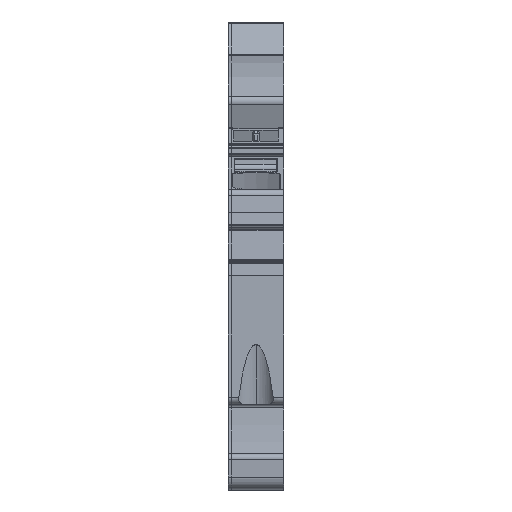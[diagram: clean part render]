
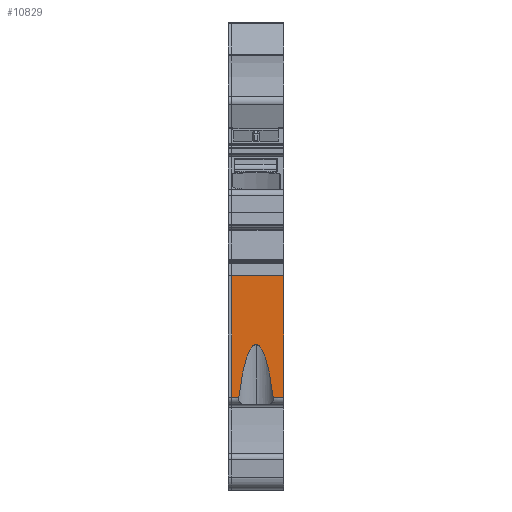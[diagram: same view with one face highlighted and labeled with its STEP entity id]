
A CAD part, front view. The second image highlights one B-rep face of the part: STEP entity #10829.
In plain terms, the highlighted planar face has unit normal (0, -1, 0).
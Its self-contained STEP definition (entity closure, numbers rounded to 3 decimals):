
#10743=AXIS2_PLACEMENT_3D('Plane Axis2P3D',#10740,#10741,#10742) ;
#4516=CARTESIAN_POINT('Vertex',(8.1,-0.001,31.152)) ;
#4519=CARTESIAN_POINT('Line Origine',(8.1,-0.001,22.301)) ;
#4523=CARTESIAN_POINT('Vertex',(8.1,-0.001,13.45)) ;
#10720=CARTESIAN_POINT('Line Origine',(4.3,-0.001,31.152)) ;
#10724=CARTESIAN_POINT('Vertex',(0.5,-0.001,31.152)) ;
#10740=CARTESIAN_POINT('Axis2P3D Location',(0.,-0.001,31.152)) ;
#10745=CARTESIAN_POINT('Line Origine',(7.322,-0.001,13.45)) ;
#10749=CARTESIAN_POINT('Vertex',(6.544,-0.001,13.45)) ;
#10752=CARTESIAN_POINT('Line Origine',(0.5,-0.001,22.301)) ;
#10756=CARTESIAN_POINT('Vertex',(0.5,-0.001,13.45)) ;
#10759=CARTESIAN_POINT('Line Origine',(1.028,-0.001,13.45)) ;
#10763=CARTESIAN_POINT('Vertex',(1.556,-0.001,13.45)) ;
#10767=CARTESIAN_POINT('Control Point',(4.05,-0.001,21.127)) ;
#10768=CARTESIAN_POINT('Control Point',(3.977,-0.001,21.127)) ;
#10769=CARTESIAN_POINT('Control Point',(3.903,-0.001,21.114)) ;
#10770=CARTESIAN_POINT('Control Point',(3.833,-0.001,21.088)) ;
#10771=CARTESIAN_POINT('Control Point',(3.726,-0.001,21.032)) ;
#10772=CARTESIAN_POINT('Control Point',(3.631,-0.001,20.96)) ;
#10773=CARTESIAN_POINT('Control Point',(3.596,-0.001,20.93)) ;
#10774=CARTESIAN_POINT('Control Point',(3.463,-0.001,20.806)) ;
#10775=CARTESIAN_POINT('Control Point',(3.351,-0.001,20.662)) ;
#10776=CARTESIAN_POINT('Control Point',(3.276,-0.001,20.55)) ;
#10777=CARTESIAN_POINT('Control Point',(3.005,-0.001,20.099)) ;
#10778=CARTESIAN_POINT('Control Point',(2.808,-0.001,19.607)) ;
#10779=CARTESIAN_POINT('Control Point',(2.683,-0.001,19.259)) ;
#10780=CARTESIAN_POINT('Control Point',(2.508,-0.001,18.696)) ;
#10781=CARTESIAN_POINT('Control Point',(2.358,-0.001,18.125)) ;
#10782=CARTESIAN_POINT('Control Point',(2.31,-0.001,17.932)) ;
#10783=CARTESIAN_POINT('Control Point',(2.143,-0.001,17.224)) ;
#10784=CARTESIAN_POINT('Control Point',(2.002,-0.001,16.51)) ;
#10785=CARTESIAN_POINT('Control Point',(1.91,-0.001,15.992)) ;
#10786=CARTESIAN_POINT('Control Point',(1.779,-0.001,15.171)) ;
#10787=CARTESIAN_POINT('Control Point',(1.666,-0.001,14.348)) ;
#10788=CARTESIAN_POINT('Control Point',(1.627,-0.001,14.049)) ;
#10789=CARTESIAN_POINT('Control Point',(1.59,-0.001,13.75)) ;
#10790=CARTESIAN_POINT('Control Point',(1.556,-0.001,13.45)) ;
#10791=CARTESIAN_POINT('Vertex',(4.05,-0.001,21.127)) ;
#10795=CARTESIAN_POINT('Control Point',(4.05,-0.001,21.127)) ;
#10796=CARTESIAN_POINT('Control Point',(4.123,-0.001,21.127)) ;
#10797=CARTESIAN_POINT('Control Point',(4.197,-0.001,21.114)) ;
#10798=CARTESIAN_POINT('Control Point',(4.267,-0.001,21.088)) ;
#10799=CARTESIAN_POINT('Control Point',(4.374,-0.001,21.032)) ;
#10800=CARTESIAN_POINT('Control Point',(4.469,-0.001,20.96)) ;
#10801=CARTESIAN_POINT('Control Point',(4.504,-0.001,20.93)) ;
#10802=CARTESIAN_POINT('Control Point',(4.637,-0.001,20.806)) ;
#10803=CARTESIAN_POINT('Control Point',(4.749,-0.001,20.662)) ;
#10804=CARTESIAN_POINT('Control Point',(4.824,-0.001,20.55)) ;
#10805=CARTESIAN_POINT('Control Point',(5.095,-0.001,20.099)) ;
#10806=CARTESIAN_POINT('Control Point',(5.292,-0.001,19.607)) ;
#10807=CARTESIAN_POINT('Control Point',(5.417,-0.001,19.259)) ;
#10808=CARTESIAN_POINT('Control Point',(5.592,-0.001,18.696)) ;
#10809=CARTESIAN_POINT('Control Point',(5.742,-0.001,18.125)) ;
#10810=CARTESIAN_POINT('Control Point',(5.79,-0.001,17.932)) ;
#10811=CARTESIAN_POINT('Control Point',(5.957,-0.001,17.224)) ;
#10812=CARTESIAN_POINT('Control Point',(6.098,-0.001,16.51)) ;
#10813=CARTESIAN_POINT('Control Point',(6.19,-0.001,15.992)) ;
#10814=CARTESIAN_POINT('Control Point',(6.321,-0.001,15.171)) ;
#10815=CARTESIAN_POINT('Control Point',(6.434,-0.001,14.348)) ;
#10816=CARTESIAN_POINT('Control Point',(6.473,-0.001,14.049)) ;
#10817=CARTESIAN_POINT('Control Point',(6.51,-0.001,13.75)) ;
#10818=CARTESIAN_POINT('Control Point',(6.544,-0.001,13.45)) ;
#4520=DIRECTION('Vector Direction',(0.,0.,-1.)) ;
#10721=DIRECTION('Vector Direction',(1.,0.,0.)) ;
#10741=DIRECTION('Axis2P3D Direction',(0.,-1.,0.)) ;
#10742=DIRECTION('Axis2P3D XDirection',(0.,0.,-1.)) ;
#10746=DIRECTION('Vector Direction',(1.,0.,0.)) ;
#10753=DIRECTION('Vector Direction',(0.,0.,1.)) ;
#10760=DIRECTION('Vector Direction',(1.,0.,0.)) ;
#4521=VECTOR('Line Direction',#4520,1.) ;
#10722=VECTOR('Line Direction',#10721,1.) ;
#10747=VECTOR('Line Direction',#10746,1.) ;
#10754=VECTOR('Line Direction',#10753,1.) ;
#10761=VECTOR('Line Direction',#10760,1.) ;
#10821=ORIENTED_EDGE('',*,*,#10751,.T.) ;
#10822=ORIENTED_EDGE('',*,*,#4525,.F.) ;
#10823=ORIENTED_EDGE('',*,*,#10726,.F.) ;
#10824=ORIENTED_EDGE('',*,*,#10758,.T.) ;
#10825=ORIENTED_EDGE('',*,*,#10765,.T.) ;
#10826=ORIENTED_EDGE('',*,*,#10793,.F.) ;
#10827=ORIENTED_EDGE('',*,*,#10819,.T.) ;
#10829=ADVANCED_FACE('70429_SA_ATTB_6_PE_PLM001323.1\\MLD_ATTB_6_PE_PLM001323.1\\MLD_ATTB_6_PE',(#10828),#10744,.T.) ;
#10766=B_SPLINE_CURVE_WITH_KNOTS('',5,(#10767,#10768,#10769,#10770,#10771,#10772,#10773,#10774,#10775,#10776,#10777,#10778,#10779,#10780,#10781,#10782,#10783,#10784,#10785,#10786,#10787,#10788,#10789,#10790),.UNSPECIFIED.,.F.,.U.,(6,3,3,3,3,3,3,6),(0.,0.52,0.845,1.8,4.566,5.973,9.714,11.848),.UNSPECIFIED.) ;
#10794=B_SPLINE_CURVE_WITH_KNOTS('',5,(#10795,#10796,#10797,#10798,#10799,#10800,#10801,#10802,#10803,#10804,#10805,#10806,#10807,#10808,#10809,#10810,#10811,#10812,#10813,#10814,#10815,#10816,#10817,#10818),.UNSPECIFIED.,.F.,.U.,(6,3,3,3,3,3,3,6),(0.,0.52,0.845,1.8,4.566,5.973,9.714,11.848),.UNSPECIFIED.) ;
#4525=EDGE_CURVE('',#4517,#4524,#4522,.T.) ;
#10726=EDGE_CURVE('',#10725,#4517,#10723,.T.) ;
#10751=EDGE_CURVE('',#10750,#4524,#10748,.T.) ;
#10758=EDGE_CURVE('',#10725,#10757,#10755,.F.) ;
#10765=EDGE_CURVE('',#10757,#10764,#10762,.T.) ;
#10793=EDGE_CURVE('',#10792,#10764,#10766,.T.) ;
#10819=EDGE_CURVE('',#10792,#10750,#10794,.T.) ;
#10820=EDGE_LOOP('',(#10821,#10822,#10823,#10824,#10825,#10826,#10827)) ;
#10828=FACE_OUTER_BOUND('',#10820,.T.) ;
#4522=LINE('Line',#4519,#4521) ;
#10723=LINE('Line',#10720,#10722) ;
#10748=LINE('Line',#10745,#10747) ;
#10755=LINE('Line',#10752,#10754) ;
#10762=LINE('Line',#10759,#10761) ;
#10744=PLANE('',#10743) ;
#4517=VERTEX_POINT('',#4516) ;
#4524=VERTEX_POINT('',#4523) ;
#10725=VERTEX_POINT('',#10724) ;
#10750=VERTEX_POINT('',#10749) ;
#10757=VERTEX_POINT('',#10756) ;
#10764=VERTEX_POINT('',#10763) ;
#10792=VERTEX_POINT('',#10791) ;
